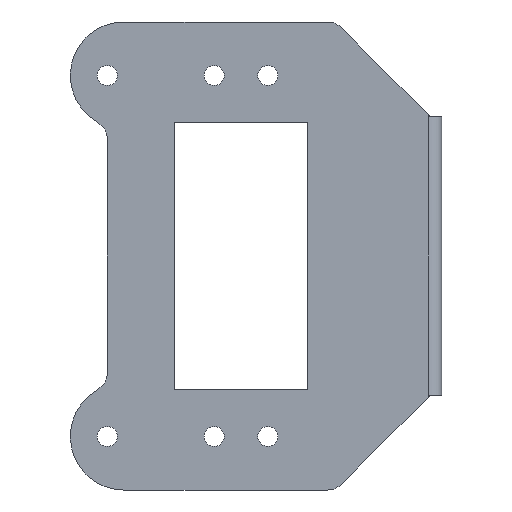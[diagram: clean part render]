
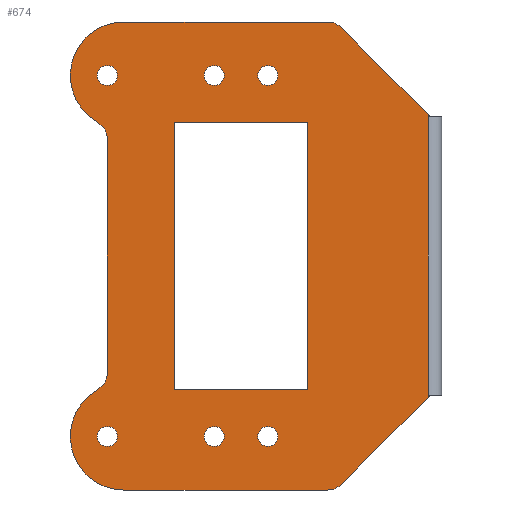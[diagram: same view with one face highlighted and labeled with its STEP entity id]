
A CAD part, left-side view. The second image highlights one B-rep face of the part: STEP entity #674.
In plain terms, the highlighted planar face has unit normal (-1, 0, 0).
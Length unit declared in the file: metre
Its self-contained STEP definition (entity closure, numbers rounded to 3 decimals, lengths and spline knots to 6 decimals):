
#26=CIRCLE('',#709,0.0015);
#28=CIRCLE('',#712,0.0015);
#31=CIRCLE('',#721,0.008);
#32=CIRCLE('',#723,0.008);
#35=CIRCLE('',#728,0.003);
#37=CIRCLE('',#732,0.003);
#44=CIRCLE('',#742,0.003);
#49=CIRCLE('',#751,0.0015);
#50=CIRCLE('',#752,0.0015);
#51=CIRCLE('',#753,0.0015);
#52=CIRCLE('',#754,0.0015);
#53=CIRCLE('',#755,0.003);
#186=ORIENTED_EDGE('',*,*,#268,.T.);
#187=ORIENTED_EDGE('',*,*,#270,.T.);
#188=ORIENTED_EDGE('',*,*,#272,.T.);
#189=ORIENTED_EDGE('',*,*,#282,.T.);
#190=ORIENTED_EDGE('',*,*,#279,.T.);
#191=ORIENTED_EDGE('',*,*,#276,.T.);
#192=ORIENTED_EDGE('',*,*,#325,.T.);
#193=ORIENTED_EDGE('',*,*,#326,.T.);
#194=ORIENTED_EDGE('',*,*,#327,.T.);
#195=ORIENTED_EDGE('',*,*,#328,.T.);
#196=ORIENTED_EDGE('',*,*,#329,.F.);
#197=ORIENTED_EDGE('',*,*,#330,.T.);
#198=ORIENTED_EDGE('',*,*,#331,.F.);
#199=ORIENTED_EDGE('',*,*,#267,.T.);
#200=ORIENTED_EDGE('',*,*,#289,.F.);
#201=ORIENTED_EDGE('',*,*,#285,.T.);
#202=ORIENTED_EDGE('',*,*,#304,.F.);
#203=ORIENTED_EDGE('',*,*,#302,.T.);
#204=ORIENTED_EDGE('',*,*,#298,.F.);
#205=ORIENTED_EDGE('',*,*,#296,.T.);
#206=ORIENTED_EDGE('',*,*,#290,.F.);
#207=ORIENTED_EDGE('',*,*,#306,.T.);
#208=ORIENTED_EDGE('',*,*,#316,.F.);
#209=ORIENTED_EDGE('',*,*,#260,.T.);
#260=EDGE_CURVE('',#350,#348,#408,.T.);
#267=EDGE_CURVE('',#354,#356,#415,.T.);
#268=EDGE_CURVE('',#357,#357,#26,.T.);
#270=EDGE_CURVE('',#359,#359,#28,.T.);
#272=EDGE_CURVE('',#361,#362,#416,.T.);
#276=EDGE_CURVE('',#365,#361,#420,.T.);
#279=EDGE_CURVE('',#367,#365,#423,.T.);
#282=EDGE_CURVE('',#362,#367,#426,.T.);
#285=EDGE_CURVE('',#371,#369,#429,.T.);
#289=EDGE_CURVE('',#371,#356,#31,.T.);
#290=EDGE_CURVE('',#373,#374,#32,.T.);
#296=EDGE_CURVE('',#378,#374,#436,.T.);
#298=EDGE_CURVE('',#378,#380,#35,.T.);
#302=EDGE_CURVE('',#382,#380,#440,.T.);
#304=EDGE_CURVE('',#382,#369,#37,.T.);
#306=EDGE_CURVE('',#373,#383,#442,.T.);
#316=EDGE_CURVE('',#350,#383,#44,.T.);
#325=EDGE_CURVE('',#395,#395,#49,.T.);
#326=EDGE_CURVE('',#396,#396,#50,.T.);
#327=EDGE_CURVE('',#397,#397,#51,.T.);
#328=EDGE_CURVE('',#398,#398,#52,.T.);
#329=EDGE_CURVE('',#399,#348,#450,.T.);
#330=EDGE_CURVE('',#399,#400,#451,.T.);
#331=EDGE_CURVE('',#354,#400,#53,.T.);
#348=VERTEX_POINT('',#988);
#350=VERTEX_POINT('',#991);
#354=VERTEX_POINT('',#1000);
#356=VERTEX_POINT('',#1004);
#357=VERTEX_POINT('',#1008);
#359=VERTEX_POINT('',#1013);
#361=VERTEX_POINT('',#1018);
#362=VERTEX_POINT('',#1019);
#365=VERTEX_POINT('',#1027);
#367=VERTEX_POINT('',#1033);
#369=VERTEX_POINT('',#1042);
#371=VERTEX_POINT('',#1045);
#373=VERTEX_POINT('',#1054);
#374=VERTEX_POINT('',#1055);
#378=VERTEX_POINT('',#1064);
#380=VERTEX_POINT('',#1071);
#382=VERTEX_POINT('',#1076);
#383=VERTEX_POINT('',#1084);
#395=VERTEX_POINT('',#1122);
#396=VERTEX_POINT('',#1124);
#397=VERTEX_POINT('',#1126);
#398=VERTEX_POINT('',#1128);
#399=VERTEX_POINT('',#1130);
#400=VERTEX_POINT('',#1132);
#408=LINE('',#990,#461);
#415=LINE('',#1005,#468);
#416=LINE('',#1017,#469);
#420=LINE('',#1026,#473);
#423=LINE('',#1032,#476);
#426=LINE('',#1038,#479);
#429=LINE('',#1044,#482);
#436=LINE('',#1066,#489);
#440=LINE('',#1078,#493);
#442=LINE('',#1086,#495);
#450=LINE('',#1129,#503);
#451=LINE('',#1131,#504);
#461=VECTOR('',#793,1.);
#468=VECTOR('',#802,1.);
#469=VECTOR('',#817,1.);
#473=VECTOR('',#823,1.);
#476=VECTOR('',#828,1.);
#479=VECTOR('',#833,1.);
#482=VECTOR('',#838,1.);
#489=VECTOR('',#859,1.);
#493=VECTOR('',#871,1.);
#495=VECTOR('',#881,1.);
#503=VECTOR('',#931,1.);
#504=VECTOR('',#932,1.);
#547=EDGE_LOOP('',(#186));
#548=EDGE_LOOP('',(#187));
#549=EDGE_LOOP('',(#188,#189,#190,#191));
#550=EDGE_LOOP('',(#192));
#551=EDGE_LOOP('',(#193));
#552=EDGE_LOOP('',(#194));
#553=EDGE_LOOP('',(#195));
#554=EDGE_LOOP('',(#196,#197,#198,#199,#200,#201,#202,#203,#204,#205,#206,
#207,#208,#209));
#608=FACE_BOUND('',#547,.T.);
#609=FACE_BOUND('',#548,.T.);
#610=FACE_BOUND('',#549,.T.);
#611=FACE_BOUND('',#550,.T.);
#612=FACE_BOUND('',#551,.T.);
#613=FACE_BOUND('',#552,.T.);
#614=FACE_BOUND('',#553,.T.);
#615=FACE_BOUND('',#554,.T.);
#645=PLANE('',#750);
#674=ADVANCED_FACE('',(#608,#609,#610,#611,#612,#613,#614,#615),#645,.T.);
#709=AXIS2_PLACEMENT_3D('',#1007,#805,#806);
#712=AXIS2_PLACEMENT_3D('',#1012,#811,#812);
#721=AXIS2_PLACEMENT_3D('',#1051,#845,#846);
#723=AXIS2_PLACEMENT_3D('',#1053,#849,#850);
#728=AXIS2_PLACEMENT_3D('',#1070,#864,#865);
#732=AXIS2_PLACEMENT_3D('',#1081,#876,#877);
#742=AXIS2_PLACEMENT_3D('',#1104,#901,#902);
#750=AXIS2_PLACEMENT_3D('',#1120,#921,#922);
#751=AXIS2_PLACEMENT_3D('',#1121,#923,#924);
#752=AXIS2_PLACEMENT_3D('',#1123,#925,#926);
#753=AXIS2_PLACEMENT_3D('',#1125,#927,#928);
#754=AXIS2_PLACEMENT_3D('',#1127,#929,#930);
#755=AXIS2_PLACEMENT_3D('',#1133,#933,#934);
#793=DIRECTION('',(0.,-0.707,0.707));
#802=DIRECTION('',(0.,1.,0.));
#805=DIRECTION('',(1.,0.,0.));
#806=DIRECTION('',(0.,0.,-1.));
#811=DIRECTION('',(1.,0.,0.));
#812=DIRECTION('',(0.,0.,-1.));
#817=DIRECTION('',(0.,0.,-1.));
#823=DIRECTION('',(0.,-1.,0.));
#828=DIRECTION('',(0.,0.,1.));
#833=DIRECTION('',(0.,1.,0.));
#838=DIRECTION('',(0.,-0.825,-0.565));
#845=DIRECTION('',(1.,0.,0.));
#846=DIRECTION('',(0.,0.,1.));
#849=DIRECTION('',(1.,0.,0.));
#850=DIRECTION('',(0.,0.,-1.));
#859=DIRECTION('',(0.,0.825,-0.565));
#864=DIRECTION('',(-1.,0.,0.));
#865=DIRECTION('',(0.,-0.885,-0.466));
#871=DIRECTION('',(0.,0.,-1.));
#876=DIRECTION('',(-1.,0.,0.));
#877=DIRECTION('',(0.,-0.885,0.466));
#881=DIRECTION('',(0.,-1.,0.));
#901=DIRECTION('',(1.,0.,0.));
#902=DIRECTION('',(0.,-0.383,-0.924));
#921=DIRECTION('',(-1.,0.,0.));
#922=DIRECTION('',(0.,0.,1.));
#923=DIRECTION('',(1.,0.,0.));
#924=DIRECTION('',(0.,0.,-1.));
#925=DIRECTION('',(1.,0.,0.));
#926=DIRECTION('',(0.,0.,-1.));
#927=DIRECTION('',(1.,0.,0.));
#928=DIRECTION('',(0.,0.,-1.));
#929=DIRECTION('',(1.,0.,0.));
#930=DIRECTION('',(0.,0.,-1.));
#931=DIRECTION('',(0.,0.,-1.));
#932=DIRECTION('',(0.,0.707,0.707));
#933=DIRECTION('',(1.,0.,0.));
#934=DIRECTION('',(0.,-0.383,0.924));
#988=CARTESIAN_POINT('',(-0.005758,0.002,-0.021165));
#990=CARTESIAN_POINT('',(-0.005758,0.015842,-0.035008));
#991=CARTESIAN_POINT('',(-0.005758,0.014963,-0.034129));
#1000=CARTESIAN_POINT('',(-0.005758,0.017085,0.035008));
#1004=CARTESIAN_POINT('',(-0.005758,0.047535,0.035008));
#1005=CARTESIAN_POINT('',(-0.005758,0.015842,0.035008));
#1007=CARTESIAN_POINT('',(-0.005758,0.05,0.027));
#1008=CARTESIAN_POINT('',(-0.005758,0.05,0.0255));
#1012=CARTESIAN_POINT('',(-0.005758,0.05,-0.027));
#1013=CARTESIAN_POINT('',(-0.005758,0.05,-0.0285));
#1017=CARTESIAN_POINT('',(-0.005758,0.02,0.02));
#1018=CARTESIAN_POINT('',(-0.005758,0.02,0.02));
#1019=CARTESIAN_POINT('',(-0.005758,0.02,-0.02));
#1026=CARTESIAN_POINT('',(-0.005758,0.04,0.02));
#1027=CARTESIAN_POINT('',(-0.005758,0.04,0.02));
#1032=CARTESIAN_POINT('',(-0.005758,0.04,-0.02));
#1033=CARTESIAN_POINT('',(-0.005758,0.04,-0.02));
#1038=CARTESIAN_POINT('',(-0.005758,0.02,-0.02));
#1042=CARTESIAN_POINT('',(-0.005758,0.051305,0.019894));
#1044=CARTESIAN_POINT('',(-0.005758,0.023687,0.000984));
#1045=CARTESIAN_POINT('',(-0.005758,0.052054,0.020407));
#1051=CARTESIAN_POINT('',(-0.005758,0.047535,0.027008));
#1053=CARTESIAN_POINT('',(-0.005758,0.047535,-0.027008));
#1054=CARTESIAN_POINT('',(-0.005758,0.047535,-0.035008));
#1055=CARTESIAN_POINT('',(-0.005758,0.052054,-0.020407));
#1064=CARTESIAN_POINT('',(-0.005758,0.051305,-0.019894));
#1066=CARTESIAN_POINT('',(-0.005758,0.036335,-0.009644));
#1070=CARTESIAN_POINT('',(-0.005758,0.053,-0.017418));
#1071=CARTESIAN_POINT('',(-0.005758,0.05,-0.017418));
#1076=CARTESIAN_POINT('',(-0.005758,0.05,0.017418));
#1078=CARTESIAN_POINT('',(-0.005758,0.05,-0.019933));
#1081=CARTESIAN_POINT('',(-0.005758,0.053,0.017418));
#1084=CARTESIAN_POINT('',(-0.005758,0.017085,-0.035008));
#1086=CARTESIAN_POINT('',(-0.005758,0.055842,-0.035008));
#1104=CARTESIAN_POINT('',(-0.005758,0.017085,-0.032008));
#1120=CARTESIAN_POINT('',(-0.005758,0.,-0.020865));
#1121=CARTESIAN_POINT('',(-0.005758,0.034,0.027));
#1122=CARTESIAN_POINT('',(-0.005758,0.034,0.0255));
#1123=CARTESIAN_POINT('',(-0.005758,0.026,-0.027));
#1124=CARTESIAN_POINT('',(-0.005758,0.026,-0.0285));
#1125=CARTESIAN_POINT('',(-0.005758,0.026,0.027));
#1126=CARTESIAN_POINT('',(-0.005758,0.026,0.0255));
#1127=CARTESIAN_POINT('',(-0.005758,0.034,-0.027));
#1128=CARTESIAN_POINT('',(-0.005758,0.034,-0.0285));
#1129=CARTESIAN_POINT('',(-0.005758,0.002,-0.010433));
#1130=CARTESIAN_POINT('',(-0.005758,0.002,0.021165));
#1131=CARTESIAN_POINT('',(-0.005758,0.0017,0.020865));
#1132=CARTESIAN_POINT('',(-0.005758,0.014963,0.034129));
#1133=CARTESIAN_POINT('',(-0.005758,0.017085,0.032008));
